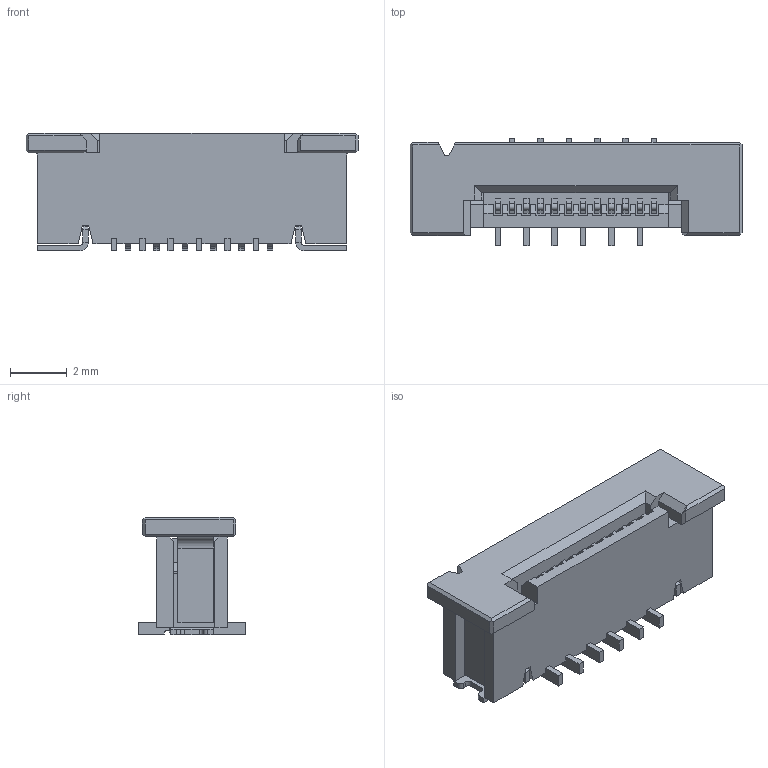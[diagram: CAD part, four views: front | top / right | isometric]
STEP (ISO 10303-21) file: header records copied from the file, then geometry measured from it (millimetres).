
FILE_DESCRIPTION((''),'2;1');
FILE_NAME('C-1-1734742-2','2009-05-28T',('workeradm'),(''),'PRO/ENGINEER BY PARAMETRIC TECHNOLOGY CORPORATION, 2008380','PRO/ENGINEER BY PARAMETRIC TECHNOLOGY CORPORATION, 2008380','');
FILE_SCHEMA(('AUTOMOTIVE_DESIGN { 1 0 10303 214 1 1 1 1 }'));
Length unit declared in the file: millimetre
Products named in the file (1): C-1-1734742-2
Bounding box: 11.7 x 3.8 x 4.15 mm (x, y, z)
Volume: 93.2 mm3; surface area: 389.7 mm2
Topology: 1 solids, 1 shells, 609 faces, 1764 edges, 1151 vertices
Faces by surface type: plane 547, cylinder 62
Entity records: 19744 total; most frequent: CARTESIAN_POINT 3530, ORIENTED_EDGE 3528, DIRECTION 3104, EDGE_CURVE 1764, VECTOR 1638, LINE 1638, VERTEX_POINT 1151, AXIS2_PLACEMENT_3D 733
